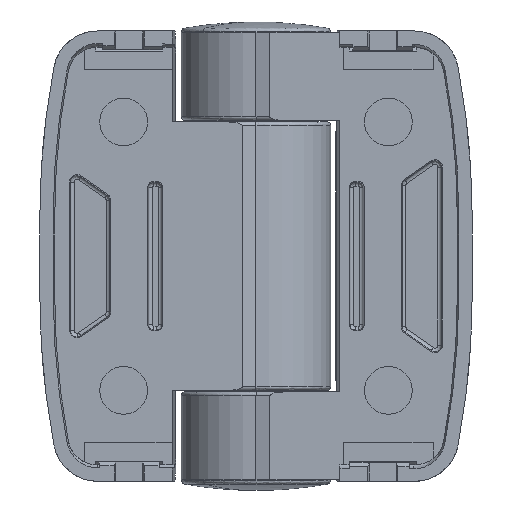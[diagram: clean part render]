
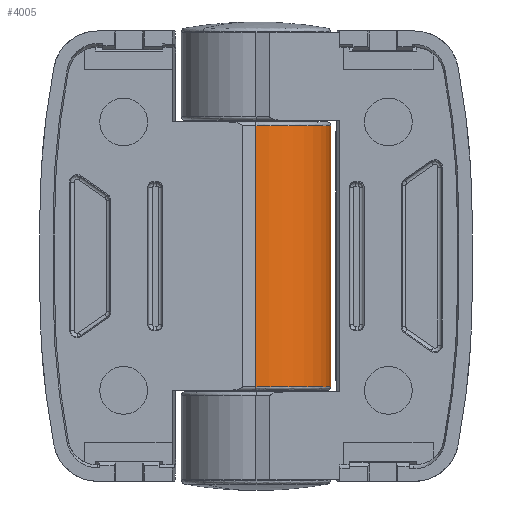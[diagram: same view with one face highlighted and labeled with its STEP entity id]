
A CAD part, front view. The second image highlights one B-rep face of the part: STEP entity #4005.
In plain terms, the highlighted cylindrical face has radius 10 mm (diameter 20 mm), a partial arc.
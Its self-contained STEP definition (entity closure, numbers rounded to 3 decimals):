
#363 = AXIS2_PLACEMENT_3D ( 'NONE', #7816, #26087, #10430 ) ;
#1121 = DIRECTION ( 'NONE',  ( 0., 0., -1. ) ) ;
#2208 = EDGE_CURVE ( 'NONE', #22168, #24112, #4988, .T. ) ;
#2968 = CARTESIAN_POINT ( 'NONE',  ( 0., -10., -17.5 ) ) ;
#4005 = ADVANCED_FACE ( 'NONE', ( #30807 ), #7540, .T. ) ;
#4023 = CIRCLE ( 'NONE', #20039, 10. ) ;
#4029 = CARTESIAN_POINT ( 'NONE',  ( -9.981, 0.582, 0. ) ) ;
#4166 = EDGE_CURVE ( 'NONE', #16219, #33625, #27589, .T. ) ;
#4370 = B_SPLINE_CURVE_WITH_KNOTS ( 'NONE', 3,
 ( #17814, #17892, #17916, #17785 ),
 .UNSPECIFIED., .F., .F.,
 ( 4, 4 ),
 ( 0., 1. ),
 .UNSPECIFIED. ) ;
#4485 = CIRCLE ( 'NONE', #363, 10. ) ;
#4501 = AXIS2_PLACEMENT_3D ( 'NONE', #25054, #9370, #27641 ) ;
#4680 = CARTESIAN_POINT ( 'NONE',  ( -10., 0., 16.556 ) ) ;
#4950 = DIRECTION ( 'NONE',  ( 0., 0., 1. ) ) ;
#4988 = CIRCLE ( 'NONE', #31134, 10. ) ;
#5166 = EDGE_CURVE ( 'NONE', #15000, #16219, #5825, .T. ) ;
#5825 = CIRCLE ( 'NONE', #8925, 10. ) ;
#6616 = CARTESIAN_POINT ( 'NONE',  ( -10., 0., 16.556 ) ) ;
#7418 = DIRECTION ( 'NONE',  ( 0., -1., 0. ) ) ;
#7468 = DIRECTION ( 'NONE',  ( 0., 0., 1. ) ) ;
#7540 = CYLINDRICAL_SURFACE ( 'NONE', #11921, 10. ) ;
#7550 = CARTESIAN_POINT ( 'NONE',  ( 0., 0., -17.5 ) ) ;
#7608 = AXIS2_PLACEMENT_3D ( 'NONE', #16704, #1121, #19317 ) ;
#7816 = CARTESIAN_POINT ( 'NONE',  ( 0., 0., -17.5 ) ) ;
#8106 = ORIENTED_EDGE ( 'NONE', *, *, #2208, .T. ) ;
#8135 = DIRECTION ( 'NONE',  ( 0., 0., -1. ) ) ;
#8354 = CARTESIAN_POINT ( 'NONE',  ( 0., -10., -30. ) ) ;
#8368 = VERTEX_POINT ( 'NONE', #23459 ) ;
#8598 = B_SPLINE_CURVE_WITH_KNOTS ( 'NONE', 3,
 ( #26017, #26044, #25696, #25732 ),
 .UNSPECIFIED., .F., .F.,
 ( 4, 4 ),
 ( 0., 1. ),
 .UNSPECIFIED. ) ;
#8925 = AXIS2_PLACEMENT_3D ( 'NONE', #20291, #20055, #19595 ) ;
#9043 = EDGE_CURVE ( 'NONE', #11676, #22364, #8598, .T. ) ;
#9370 = DIRECTION ( 'NONE',  ( 0., 0., -1. ) ) ;
#10131 = EDGE_CURVE ( 'NONE', #24112, #12676, #4370, .T. ) ;
#10430 = DIRECTION ( 'NONE',  ( 0., -1., 0. ) ) ;
#10432 = B_SPLINE_CURVE_WITH_KNOTS ( 'NONE', 3,
 ( #22169, #27394, #4029, #22278, #6616 ),
 .UNSPECIFIED., .F., .F.,
 ( 4, 1, 4 ),
 ( 0., 0.5, 1. ),
 .UNSPECIFIED. ) ;
#11676 = VERTEX_POINT ( 'NONE', #4680 ) ;
#11921 = AXIS2_PLACEMENT_3D ( 'NONE', #32125, #31980, #31294 ) ;
#12625 = ORIENTED_EDGE ( 'NONE', *, *, #9043, .T. ) ;
#12676 = VERTEX_POINT ( 'NONE', #20286 ) ;
#13277 = CIRCLE ( 'NONE', #7608, 10. ) ;
#14953 = CARTESIAN_POINT ( 'NONE',  ( 0., -10., 17.5 ) ) ;
#15000 = VERTEX_POINT ( 'NONE', #28352 ) ;
#15083 = ORIENTED_EDGE ( 'NONE', *, *, #16428, .T. ) ;
#15554 = ORIENTED_EDGE ( 'NONE', *, *, #17012, .T. ) ;
#15891 = EDGE_LOOP ( 'NONE', ( #19960, #16284, #23231, #21671, #15083, #15554, #8106, #22803, #21232, #12625 ) ) ;
#16219 = VERTEX_POINT ( 'NONE', #14953 ) ;
#16284 = ORIENTED_EDGE ( 'NONE', *, *, #31824, .T. ) ;
#16428 = EDGE_CURVE ( 'NONE', #33625, #33757, #4485, .T. ) ;
#16704 = CARTESIAN_POINT ( 'NONE',  ( 0., 0., 17.5 ) ) ;
#17012 = EDGE_CURVE ( 'NONE', #33757, #22168, #4023, .T. ) ;
#17785 = CARTESIAN_POINT ( 'NONE',  ( -10., 0., -16.556 ) ) ;
#17814 = CARTESIAN_POINT ( 'NONE',  ( -10., -0.051, -17.5 ) ) ;
#17892 = CARTESIAN_POINT ( 'NONE',  ( -10., -0.034, -17.185 ) ) ;
#17916 = CARTESIAN_POINT ( 'NONE',  ( -10., -0.017, -16.871 ) ) ;
#18557 = CARTESIAN_POINT ( 'NONE',  ( -10., -0.051, 17.5 ) ) ;
#19317 = DIRECTION ( 'NONE',  ( 0., -1., 0. ) ) ;
#19595 = DIRECTION ( 'NONE',  ( 0., -1., 0. ) ) ;
#19960 = ORIENTED_EDGE ( 'NONE', *, *, #30025, .T. ) ;
#20039 = AXIS2_PLACEMENT_3D ( 'NONE', #20579, #4950, #23181 ) ;
#20055 = DIRECTION ( 'NONE',  ( 0., 0., -1. ) ) ;
#20286 = CARTESIAN_POINT ( 'NONE',  ( -10., 0., -16.556 ) ) ;
#20291 = CARTESIAN_POINT ( 'NONE',  ( 0., 0., 17.5 ) ) ;
#20579 = CARTESIAN_POINT ( 'NONE',  ( 0., 0., -17.5 ) ) ;
#20687 = VECTOR ( 'NONE', #8135, 1000. ) ;
#21232 = ORIENTED_EDGE ( 'NONE', *, *, #24808, .T. ) ;
#21671 = ORIENTED_EDGE ( 'NONE', *, *, #4166, .T. ) ;
#22168 = VERTEX_POINT ( 'NONE', #29381 ) ;
#22169 = CARTESIAN_POINT ( 'NONE',  ( -10., 0., -16.556 ) ) ;
#22278 = CARTESIAN_POINT ( 'NONE',  ( -10., 0.291, 11.037 ) ) ;
#22364 = VERTEX_POINT ( 'NONE', #18557 ) ;
#22803 = ORIENTED_EDGE ( 'NONE', *, *, #10131, .T. ) ;
#23181 = DIRECTION ( 'NONE',  ( 0., -1., 0. ) ) ;
#23231 = ORIENTED_EDGE ( 'NONE', *, *, #5166, .T. ) ;
#23459 = CARTESIAN_POINT ( 'NONE',  ( -10., 0., 17.5 ) ) ;
#24112 = VERTEX_POINT ( 'NONE', #31699 ) ;
#24500 = CARTESIAN_POINT ( 'NONE',  ( 10., 0., -17.5 ) ) ;
#24808 = EDGE_CURVE ( 'NONE', #12676, #11676, #10432, .T. ) ;
#25054 = CARTESIAN_POINT ( 'NONE',  ( 0., 0., 17.5 ) ) ;
#25696 = CARTESIAN_POINT ( 'NONE',  ( -10., -0.034, 17.185 ) ) ;
#25732 = CARTESIAN_POINT ( 'NONE',  ( -10., -0.051, 17.5 ) ) ;
#26017 = CARTESIAN_POINT ( 'NONE',  ( -10., 0., 16.556 ) ) ;
#26044 = CARTESIAN_POINT ( 'NONE',  ( -10., -0.017, 16.871 ) ) ;
#26087 = DIRECTION ( 'NONE',  ( 0., 0., 1. ) ) ;
#26342 = CIRCLE ( 'NONE', #4501, 10. ) ;
#27394 = CARTESIAN_POINT ( 'NONE',  ( -10., 0.291, -11.037 ) ) ;
#27589 = LINE ( 'NONE', #8354, #20687 ) ;
#27641 = DIRECTION ( 'NONE',  ( 0., -1., 0. ) ) ;
#28352 = CARTESIAN_POINT ( 'NONE',  ( 10., 0., 17.5 ) ) ;
#29381 = CARTESIAN_POINT ( 'NONE',  ( -10., 0., -17.5 ) ) ;
#30025 = EDGE_CURVE ( 'NONE', #22364, #8368, #26342, .T. ) ;
#30807 = FACE_OUTER_BOUND ( 'NONE', #15891, .T. ) ;
#31134 = AXIS2_PLACEMENT_3D ( 'NONE', #7550, #7468, #7418 ) ;
#31294 = DIRECTION ( 'NONE',  ( 0., -1., 0. ) ) ;
#31699 = CARTESIAN_POINT ( 'NONE',  ( -10., -0.051, -17.5 ) ) ;
#31824 = EDGE_CURVE ( 'NONE', #8368, #15000, #13277, .T. ) ;
#31980 = DIRECTION ( 'NONE',  ( 0., 0., 1. ) ) ;
#32125 = CARTESIAN_POINT ( 'NONE',  ( 0., 0., -30. ) ) ;
#33625 = VERTEX_POINT ( 'NONE', #2968 ) ;
#33757 = VERTEX_POINT ( 'NONE', #24500 ) ;
